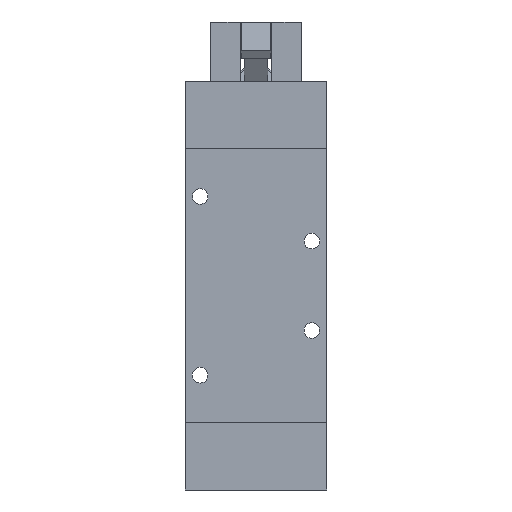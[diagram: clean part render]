
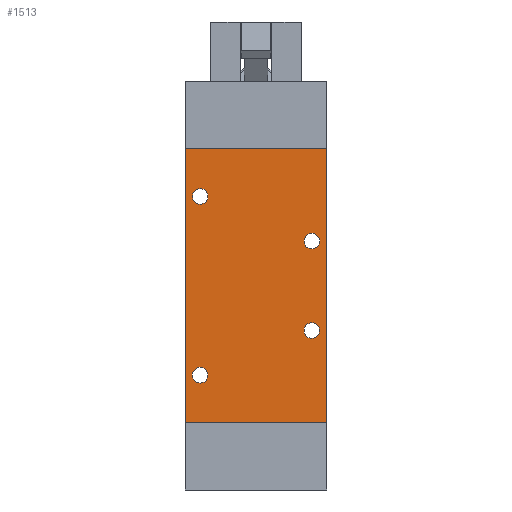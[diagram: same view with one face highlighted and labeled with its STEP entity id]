
A CAD part, front view. The second image highlights one B-rep face of the part: STEP entity #1513.
In plain terms, the highlighted planar face has unit normal (0, -1, 0).
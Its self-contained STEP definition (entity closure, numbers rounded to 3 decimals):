
#790=CARTESIAN_POINT('',(-32.25,-32.5,60.0));
#791=VERTEX_POINT('',#790);
#792=CARTESIAN_POINT('',(-37.5,-32.5,60.0));
#793=DIRECTION('',(0.0,1.0,0.0));
#794=DIRECTION('',(-1.0,0.0,0.0));
#795=AXIS2_PLACEMENT_3D('',#792,#793,#794);
#796=CIRCLE('',#795,5.25);
#797=EDGE_CURVE('',#791,#791,#796,.T.);
#818=CARTESIAN_POINT('',(-32.25,-32.5,-60.0));
#819=VERTEX_POINT('',#818);
#820=CARTESIAN_POINT('',(-37.5,-32.5,-60.0));
#821=DIRECTION('',(0.0,1.0,0.0));
#822=DIRECTION('',(-1.0,0.0,0.0));
#823=AXIS2_PLACEMENT_3D('',#820,#821,#822);
#824=CIRCLE('',#823,5.25);
#825=EDGE_CURVE('',#819,#819,#824,.T.);
#846=CARTESIAN_POINT('',(42.75,-32.5,-30.0));
#847=VERTEX_POINT('',#846);
#848=CARTESIAN_POINT('',(37.5,-32.5,-30.0));
#849=DIRECTION('',(0.0,1.0,0.0));
#850=DIRECTION('',(-1.0,0.0,0.0));
#851=AXIS2_PLACEMENT_3D('',#848,#849,#850);
#852=CIRCLE('',#851,5.25);
#853=EDGE_CURVE('',#847,#847,#852,.T.);
#874=CARTESIAN_POINT('',(42.75,-32.5,30.0));
#875=VERTEX_POINT('',#874);
#876=CARTESIAN_POINT('',(37.5,-32.5,30.0));
#877=DIRECTION('',(0.0,1.0,0.0));
#878=DIRECTION('',(-1.0,0.0,0.0));
#879=AXIS2_PLACEMENT_3D('',#876,#877,#878);
#880=CIRCLE('',#879,5.25);
#881=EDGE_CURVE('',#875,#875,#880,.T.);
#1399=CARTESIAN_POINT('',(-47.5,-32.5,-92.));
#1400=VERTEX_POINT('',#1399);
#1415=CARTESIAN_POINT('',(47.5,-32.5,-92.));
#1416=VERTEX_POINT('',#1415);
#1423=CARTESIAN_POINT('',(-47.5,-32.5,-92.));
#1424=DIRECTION('',(1.0,0.0,0.0));
#1425=VECTOR('',#1424,95.0);
#1426=LINE('',#1423,#1425);
#1427=EDGE_CURVE('',#1400,#1416,#1426,.T.);
#1445=CARTESIAN_POINT('',(47.5,-32.5,92.));
#1446=VERTEX_POINT('',#1445);
#1453=CARTESIAN_POINT('',(47.5,-32.5,92.));
#1454=DIRECTION('',(0.0,0.0,-1.0));
#1455=VECTOR('',#1454,184.);
#1456=LINE('',#1453,#1455);
#1457=EDGE_CURVE('',#1446,#1416,#1456,.T.);
#1478=CARTESIAN_POINT('',(47.5,-32.5,0.0));
#1479=DIRECTION('',(0.0,-1.0,0.0));
#1480=DIRECTION('',(0.0,0.0,-1.0));
#1481=AXIS2_PLACEMENT_3D('',#1478,#1479,#1480);
#1482=PLANE('',#1481);
#1483=CARTESIAN_POINT('',(-47.5,-32.5,92.));
#1484=VERTEX_POINT('',#1483);
#1485=CARTESIAN_POINT('',(47.5,-32.5,92.));
#1486=DIRECTION('',(-1.0,0.0,0.0));
#1487=VECTOR('',#1486,95.0);
#1488=LINE('',#1485,#1487);
#1489=EDGE_CURVE('',#1446,#1484,#1488,.T.);
#1490=ORIENTED_EDGE('',*,*,#1489,.T.);
#1491=CARTESIAN_POINT('',(-47.5,-32.5,92.));
#1492=DIRECTION('',(0.0,0.0,-1.0));
#1493=VECTOR('',#1492,184.);
#1494=LINE('',#1491,#1493);
#1495=EDGE_CURVE('',#1484,#1400,#1494,.T.);
#1496=ORIENTED_EDGE('',*,*,#1495,.T.);
#1497=ORIENTED_EDGE('',*,*,#1427,.T.);
#1498=ORIENTED_EDGE('',*,*,#1457,.F.);
#1499=EDGE_LOOP('',(#1490,#1496,#1497,#1498));
#1500=FACE_OUTER_BOUND('',#1499,.T.);
#1501=ORIENTED_EDGE('',*,*,#797,.T.);
#1502=EDGE_LOOP('',(#1501));
#1503=FACE_BOUND('',#1502,.T.);
#1504=ORIENTED_EDGE('',*,*,#825,.T.);
#1505=EDGE_LOOP('',(#1504));
#1506=FACE_BOUND('',#1505,.T.);
#1507=ORIENTED_EDGE('',*,*,#853,.T.);
#1508=EDGE_LOOP('',(#1507));
#1509=FACE_BOUND('',#1508,.T.);
#1510=ORIENTED_EDGE('',*,*,#881,.T.);
#1511=EDGE_LOOP('',(#1510));
#1512=FACE_BOUND('',#1511,.T.);
#1513=ADVANCED_FACE('',(#1500,#1503,#1506,#1509,#1512),#1482,.T.);
